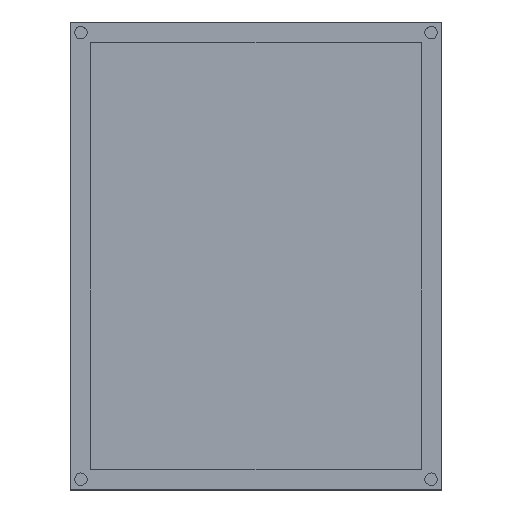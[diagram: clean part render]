
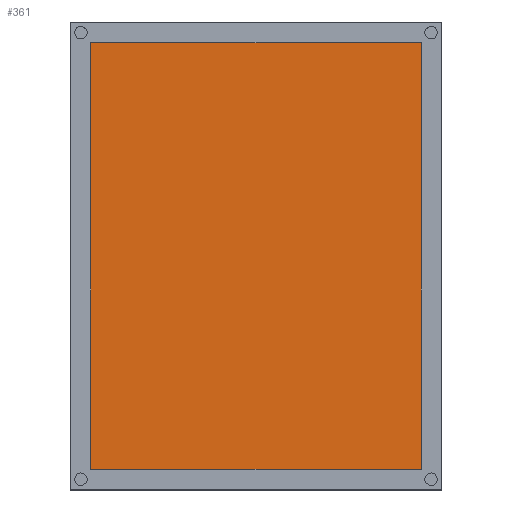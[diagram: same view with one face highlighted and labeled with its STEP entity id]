
A CAD part, top view. The second image highlights one B-rep face of the part: STEP entity #361.
In plain terms, the highlighted planar face has unit normal (0, 0, 1).
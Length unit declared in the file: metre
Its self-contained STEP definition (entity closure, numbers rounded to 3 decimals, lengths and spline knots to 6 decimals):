
#88=ORIENTED_EDGE('',*,*,#120,.F.);
#89=ORIENTED_EDGE('',*,*,#150,.T.);
#90=ORIENTED_EDGE('',*,*,#139,.T.);
#91=ORIENTED_EDGE('',*,*,#136,.F.);
#120=EDGE_CURVE('',#164,#165,#196,.T.);
#136=EDGE_CURVE('',#165,#176,#212,.T.);
#139=EDGE_CURVE('',#178,#176,#215,.T.);
#150=EDGE_CURVE('',#164,#178,#218,.T.);
#164=VERTEX_POINT('',#534);
#165=VERTEX_POINT('',#535);
#176=VERTEX_POINT('',#567);
#178=VERTEX_POINT('',#573);
#196=LINE('',#533,#232);
#212=LINE('',#566,#248);
#215=LINE('',#572,#251);
#218=LINE('',#598,#254);
#232=VECTOR('',#428,1.);
#248=VECTOR('',#454,1.);
#251=VECTOR('',#459,1.);
#254=VECTOR('',#488,1.);
#285=EDGE_LOOP('',(#88,#89,#90,#91));
#319=FACE_BOUND('',#285,.T.);
#338=PLANE('',#405);
#361=ADVANCED_FACE('',(#319),#338,.T.);
#405=AXIS2_PLACEMENT_3D('',#601,#492,#493);
#428=DIRECTION('',(1.,0.,0.));
#454=DIRECTION('',(0.,-1.,0.));
#459=DIRECTION('',(1.,0.,0.));
#488=DIRECTION('',(0.,-1.,0.));
#492=DIRECTION('',(0.,0.,1.));
#493=DIRECTION('',(1.,0.,0.));
#533=CARTESIAN_POINT('',(0.107315,-0.021898,0.));
#534=CARTESIAN_POINT('',(0.068888,-0.021898,0.));
#535=CARTESIAN_POINT('',(0.145742,-0.021898,0.));
#566=CARTESIAN_POINT('',(0.145742,-0.071501,0.));
#567=CARTESIAN_POINT('',(0.145742,-0.121104,0.));
#572=CARTESIAN_POINT('',(0.107315,-0.121104,0.));
#573=CARTESIAN_POINT('',(0.068888,-0.121104,0.));
#598=CARTESIAN_POINT('',(0.068888,-0.071501,0.));
#601=CARTESIAN_POINT('',(0.107315,-0.071501,0.));
